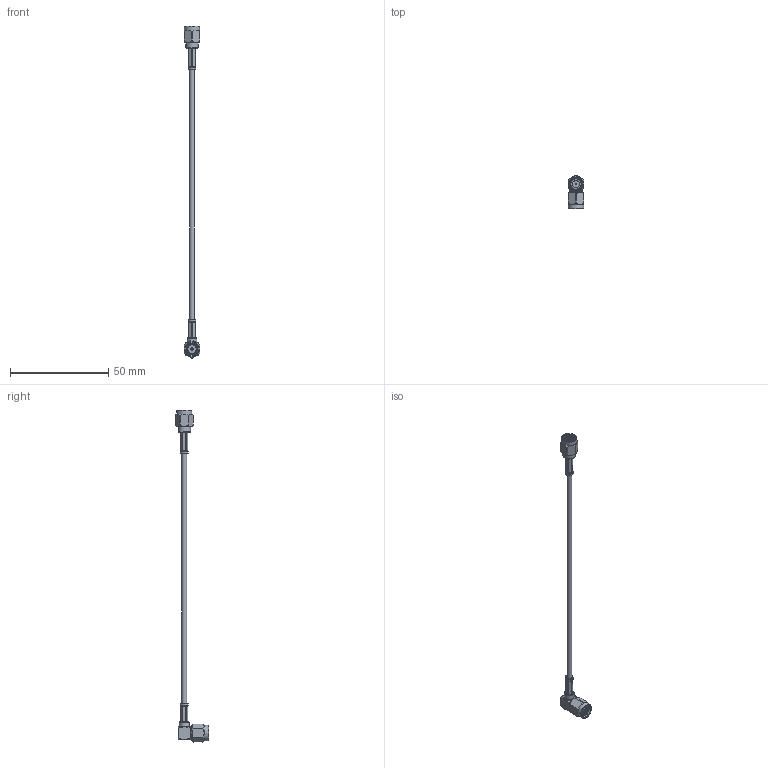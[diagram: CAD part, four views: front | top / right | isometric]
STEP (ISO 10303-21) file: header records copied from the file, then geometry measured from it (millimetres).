
FILE_DESCRIPTION (( 'STEP AP203' ), '1' );
FILE_NAME ('PE3459LF_3D.step', '2022-03-08T19:41:40', ( '' ), ( '' ), 'SwSTEP 2.0', 'SolidWorks 2021', '' );
FILE_SCHEMA (( 'CONFIG_CONTROL_DESIGN' ));
Length unit declared in the file: inch
Products named in the file (4): PE3459LF_3D.step; PE3459LF_3D
Assembly tree (3 placements, depth 2):
  PE3459LF_3D
    PE3459LF_3D.step
    PE3459LF_3D.step
    PE3459LF_3D.step
Bounding box: 8 x 16.83 x 168.95 mm (x, y, z)
Volume: 1804.9 mm3; surface area: 2989.8 mm2
Topology: 6 solids, 6 shells, 425 faces, 1153 edges, 759 vertices
Faces by surface type: plane 183, cylinder 148, cone 79, bspline 10, torus 5
Full cylindrical faces by diameter (mm): 0.94 x2, 1.194 x1, 1.702 x2, 2.54 x1, 2.548 x1, 2.692 x1, 2.7 x1, 2.794 x1, 3.48 x2, 3.81 x1, 3.988 x2, 4.064 x1, 4.572 x1, 5.08 x1, 5.835 x1, 6.35 x14, 6.539 x1, 7.734 x1, 7.877 x1
Entity records: 19535 total; most frequent: CARTESIAN_POINT 9387, ORIENTED_EDGE 2108, DIRECTION 1854, EDGE_CURVE 1054, VERTEX_POINT 718, AXIS2_PLACEMENT_3D 684, VECTOR 486, LINE 486
